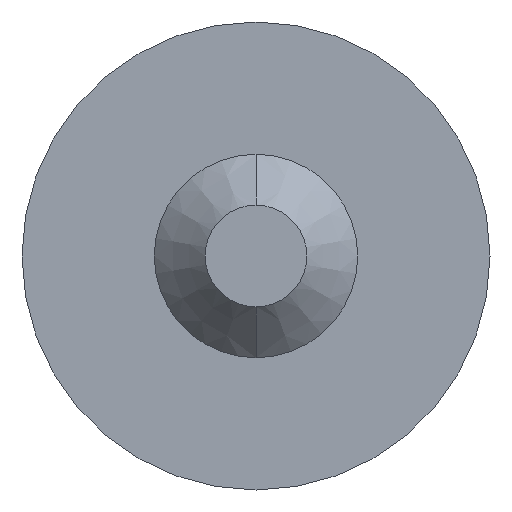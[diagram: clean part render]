
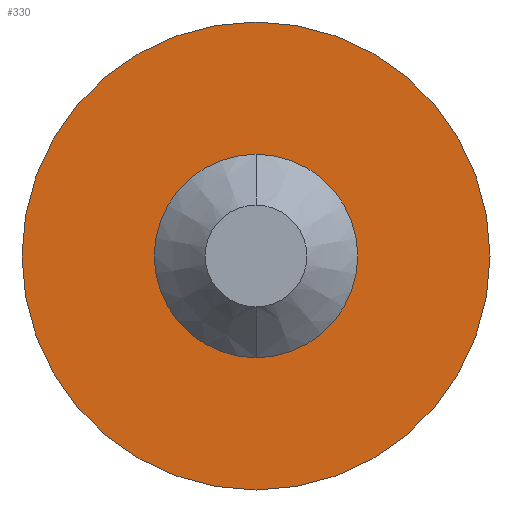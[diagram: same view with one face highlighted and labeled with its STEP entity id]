
A CAD part, front view. The second image highlights one B-rep face of the part: STEP entity #330.
In plain terms, the highlighted planar face has unit normal (0, -1, 0).
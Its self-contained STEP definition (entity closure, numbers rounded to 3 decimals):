
#5 = DIRECTION ( 'NONE',  ( 0., -1., 0. ) ) ;
#20 = DIRECTION ( 'NONE',  ( 0., 1., 0. ) ) ;
#26 = AXIS2_PLACEMENT_3D ( 'NONE', #236, #206, #41 ) ;
#41 = DIRECTION ( 'NONE',  ( 0., 0., -1. ) ) ;
#49 = CARTESIAN_POINT ( 'NONE',  ( 0., 0., 0. ) ) ;
#61 = CARTESIAN_POINT ( 'NONE',  ( 0., 0., -1. ) ) ;
#69 = DIRECTION ( 'NONE',  ( 0., 0., -1. ) ) ;
#70 = ORIENTED_EDGE ( 'NONE', *, *, #78, .T. ) ;
#71 = FACE_OUTER_BOUND ( 'NONE', #249, .T. ) ;
#78 = EDGE_CURVE ( 'Defeature ausgef�hrt1_5+Defeature ausgef�hrt1_3+Defeature ausgef�hrt1_3+Defeature ausgef�hrt1_3', #191, #190, #366, .T. ) ;
#83 = CARTESIAN_POINT ( 'NONE',  ( 0., 0., 0. ) ) ;
#85 = VERTEX_POINT ( 'NONE', #61 ) ;
#91 = VERTEX_POINT ( 'NONE', #314 ) ;
#106 = AXIS2_PLACEMENT_3D ( 'NONE', #251, #260, #390 ) ;
#113 = CARTESIAN_POINT ( 'NONE',  ( 0., 0., 2.3 ) ) ;
#117 = DIRECTION ( 'NONE',  ( 0., 0., 1. ) ) ;
#121 = ORIENTED_EDGE ( 'NONE', *, *, #160, .T. ) ;
#134 = AXIS2_PLACEMENT_3D ( 'NONE', #49, #271, #358 ) ;
#138 = CIRCLE ( 'NONE', #26, 2.3 ) ;
#160 = EDGE_CURVE ( 'Defeature ausgef�hrt1_5+Defeature ausgef�hrt1_3+Defeature ausgef�hrt1_3+Defeature ausgef�hrt1_3', #190, #191, #138, .T. ) ;
#190 = VERTEX_POINT ( 'NONE', #113 ) ;
#191 = VERTEX_POINT ( 'NONE', #195 ) ;
#192 = PLANE ( 'NONE',  #134 ) ;
#195 = CARTESIAN_POINT ( 'NONE',  ( 0., 0., -2.3 ) ) ;
#206 = DIRECTION ( 'NONE',  ( 0., -1., 0. ) ) ;
#220 = CIRCLE ( 'NONE', #106, 1. ) ;
#231 = CIRCLE ( 'NONE', #275, 1. ) ;
#236 = CARTESIAN_POINT ( 'NONE',  ( 0., 0., 0. ) ) ;
#241 = AXIS2_PLACEMENT_3D ( 'NONE', #347, #5, #69 ) ;
#249 = EDGE_LOOP ( 'NONE', ( #70, #121 ) ) ;
#251 = CARTESIAN_POINT ( 'NONE',  ( 0., 0., 0. ) ) ;
#260 = DIRECTION ( 'NONE',  ( 0., 1., 0. ) ) ;
#271 = DIRECTION ( 'NONE',  ( 0., -1., 0. ) ) ;
#275 = AXIS2_PLACEMENT_3D ( 'NONE', #83, #20, #117 ) ;
#284 = EDGE_LOOP ( 'NONE', ( #307, #372 ) ) ;
#287 = FACE_BOUND ( 'NONE', #284, .T. ) ;
#292 = EDGE_CURVE ( 'Defeature ausgef�hrt1_5+Defeature ausgef�hrt1_0+Defeature ausgef�hrt1_0+Defeature ausgef�hrt1_0', #91, #85, #220, .T. ) ;
#307 = ORIENTED_EDGE ( 'NONE', *, *, #292, .T. ) ;
#314 = CARTESIAN_POINT ( 'NONE',  ( 0., 0., 1. ) ) ;
#330 = ADVANCED_FACE ( 'Defeature ausgef�hrt1_5', ( #287, #71 ), #192, .T. ) ;
#340 = EDGE_CURVE ( 'Defeature ausgef�hrt1_5+Defeature ausgef�hrt1_0+Defeature ausgef�hrt1_0+Defeature ausgef�hrt1_0', #85, #91, #231, .T. ) ;
#347 = CARTESIAN_POINT ( 'NONE',  ( 0., 0., 0. ) ) ;
#358 = DIRECTION ( 'NONE',  ( 0., 0., -1. ) ) ;
#366 = CIRCLE ( 'NONE', #241, 2.3 ) ;
#372 = ORIENTED_EDGE ( 'NONE', *, *, #340, .T. ) ;
#390 = DIRECTION ( 'NONE',  ( 0., 0., 1. ) ) ;
